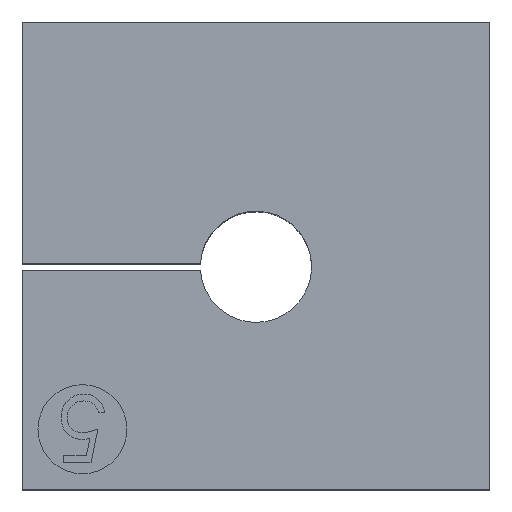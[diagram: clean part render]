
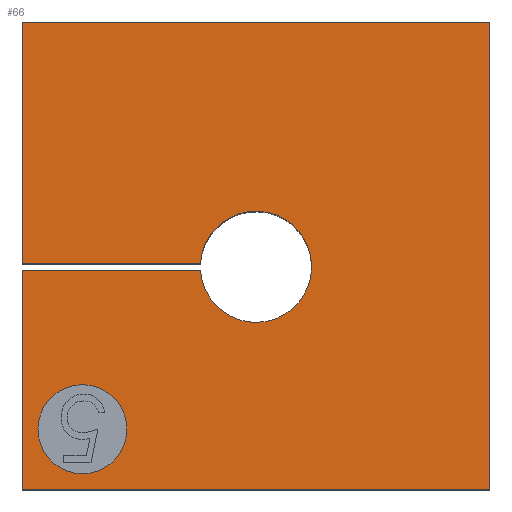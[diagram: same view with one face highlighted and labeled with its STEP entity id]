
A CAD part, top view. The second image highlights one B-rep face of the part: STEP entity #66.
In plain terms, the highlighted planar face has unit normal (0, 0, 1).
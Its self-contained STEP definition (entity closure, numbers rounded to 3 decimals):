
#66=ADVANCED_FACE('NONE',(#132,#133),#134,.F.);
#132=FACE_OUTER_BOUND('',#223,.T.);
#133=FACE_BOUND('',#224,.T.);
#134=PLANE('',#225);
#223=EDGE_LOOP('',(#703,#704,#705,#706,#707,#708,#709,#710,#711));
#224=EDGE_LOOP('',(#712,#713));
#225=AXIS2_PLACEMENT_3D('',#714,#715,#716);
#703=ORIENTED_EDGE('',*,*,#907,.T.);
#704=ORIENTED_EDGE('',*,*,#900,.F.);
#705=ORIENTED_EDGE('',*,*,#881,.F.);
#706=ORIENTED_EDGE('',*,*,#949,.F.);
#707=ORIENTED_EDGE('',*,*,#891,.F.);
#708=ORIENTED_EDGE('',*,*,#943,.T.);
#709=ORIENTED_EDGE('',*,*,#938,.F.);
#710=ORIENTED_EDGE('',*,*,#942,.F.);
#711=ORIENTED_EDGE('',*,*,#928,.T.);
#712=ORIENTED_EDGE('',*,*,#950,.F.);
#713=ORIENTED_EDGE('',*,*,#885,.F.);
#714=CARTESIAN_POINT('',(0.0,0.0,9.5));
#715=DIRECTION('',(0.0,0.0,-1.0));
#716=DIRECTION('',(0.0,-1.0,0.0));
#881=EDGE_CURVE('NONE',#999,#1001,#1002,.T.);
#885=EDGE_CURVE('NONE',#1007,#1009,#1010,.T.);
#891=EDGE_CURVE('NONE',#1020,#1021,#1022,.T.);
#900=EDGE_CURVE('NONE',#1001,#1038,#1039,.T.);
#907=EDGE_CURVE('NONE',#1051,#1038,#1052,.T.);
#928=EDGE_CURVE('NONE',#1084,#1051,#1086,.T.);
#938=EDGE_CURVE('NONE',#1101,#1103,#1104,.T.);
#942=EDGE_CURVE('NONE',#1084,#1101,#1109,.T.);
#943=EDGE_CURVE('NONE',#1020,#1103,#1110,.T.);
#949=EDGE_CURVE('NONE',#1021,#999,#1116,.T.);
#950=EDGE_CURVE('NONE',#1009,#1007,#1117,.T.);
#999=VERTEX_POINT('NONE',#1194);
#1001=VERTEX_POINT('NONE',#1197);
#1002=CIRCLE('',#1198,2.5);
#1007=VERTEX_POINT('NONE',#1204);
#1009=VERTEX_POINT('NONE',#1207);
#1010=CIRCLE('',#1208,2.0);
#1020=VERTEX_POINT('NONE',#1221);
#1021=VERTEX_POINT('NONE',#1222);
#1022=LINE('',#1223,#1224);
#1038=VERTEX_POINT('NONE',#1248);
#1039=LINE('',#1249,#1250);
#1051=VERTEX_POINT('NONE',#1268);
#1052=LINE('',#1269,#1270);
#1084=VERTEX_POINT('NONE',#1320);
#1086=LINE('',#1323,#1324);
#1101=VERTEX_POINT('NONE',#1347);
#1103=VERTEX_POINT('NONE',#1350);
#1104=LINE('',#1351,#1352);
#1109=LINE('',#1360,#1361);
#1110=LINE('',#1362,#1363);
#1116=CIRCLE('',#1374,2.5);
#1117=CIRCLE('',#1375,2.0);
#1194=CARTESIAN_POINT('',(13.0,-0.5,9.5));
#1197=CARTESIAN_POINT('',(8.005,-0.35,9.5));
#1198=AXIS2_PLACEMENT_3D('',#1735,#1736,#1737);
#1204=CARTESIAN_POINT('',(0.7,-7.8,9.5));
#1207=CARTESIAN_POINT('',(4.7,-7.8,9.5));
#1208=AXIS2_PLACEMENT_3D('',#1743,#1744,#1745);
#1221=CARTESIAN_POINT('',(0.,-0.65,9.5));
#1222=CARTESIAN_POINT('',(8.005,-0.65,9.5));
#1223=CARTESIAN_POINT('',(0.,-0.65,9.5));
#1224=VECTOR('',#1755,1000.0);
#1248=CARTESIAN_POINT('',(0.,-0.35,9.5));
#1249=CARTESIAN_POINT('',(0.,-0.35,9.5));
#1250=VECTOR('',#1764,1000.0);
#1268=CARTESIAN_POINT('',(0.0,10.5,9.5));
#1269=CARTESIAN_POINT('',(0.0,0.0,9.5));
#1270=VECTOR('',#1771,1000.0);
#1320=CARTESIAN_POINT('',(21.0,10.5,9.5));
#1323=CARTESIAN_POINT('',(0.0,10.5,9.5));
#1324=VECTOR('',#1794,1000.0);
#1347=CARTESIAN_POINT('',(21.0,-10.5,9.5));
#1350=CARTESIAN_POINT('',(0.0,-10.5,9.5));
#1351=CARTESIAN_POINT('',(0.0,-10.5,9.5));
#1352=VECTOR('',#1804,1000.0);
#1360=CARTESIAN_POINT('',(21.0,0.,9.5));
#1361=VECTOR('',#1808,1000.0);
#1362=CARTESIAN_POINT('',(0.0,0.0,9.5));
#1363=VECTOR('',#1809,1000.0);
#1374=AXIS2_PLACEMENT_3D('',#1815,#1816,#1817);
#1375=AXIS2_PLACEMENT_3D('',#1818,#1819,#1820);
#1735=CARTESIAN_POINT('',(10.5,-0.5,9.5));
#1736=DIRECTION('',(0.0,0.0,1.0));
#1737=DIRECTION('',(1.0,0.0,0.0));
#1743=CARTESIAN_POINT('',(2.7,-7.8,9.5));
#1744=DIRECTION('',(0.0,0.0,1.0));
#1745=DIRECTION('',(1.0,0.0,0.0));
#1755=DIRECTION('',(1.0,0.,0.0));
#1764=DIRECTION('',(-1.0,0.,-0.0));
#1771=DIRECTION('',(-0.0,-1.0,-0.0));
#1794=DIRECTION('',(-1.0,-0.0,-0.0));
#1804=DIRECTION('',(-1.0,0.0,-0.0));
#1808=DIRECTION('',(0.,-1.0,-0.0));
#1809=DIRECTION('',(-0.0,-1.0,-0.0));
#1815=CARTESIAN_POINT('',(10.5,-0.5,9.5));
#1816=DIRECTION('',(0.0,0.0,1.0));
#1817=DIRECTION('',(1.0,0.0,0.0));
#1818=CARTESIAN_POINT('',(2.7,-7.8,9.5));
#1819=DIRECTION('',(0.0,0.0,1.0));
#1820=DIRECTION('',(1.0,0.0,0.0));
